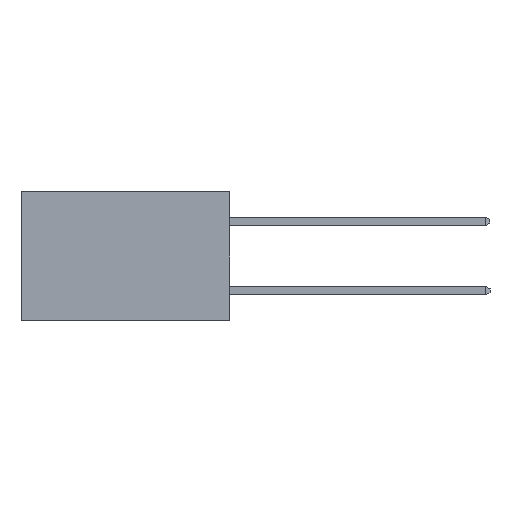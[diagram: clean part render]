
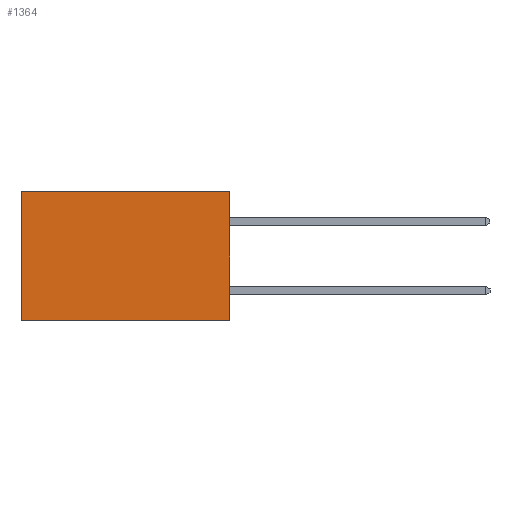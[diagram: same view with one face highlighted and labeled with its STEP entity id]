
A CAD part, left-side view. The second image highlights one B-rep face of the part: STEP entity #1364.
In plain terms, the highlighted planar face has unit normal (-1, 0, 0).
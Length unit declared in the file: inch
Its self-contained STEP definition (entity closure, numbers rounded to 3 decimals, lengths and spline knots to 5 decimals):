
#124 = DIRECTION ( 'NONE',  ( 0., 0., -1. ) ) ;
#464 = VECTOR ( 'NONE', #4961, 39.37008 ) ;
#701 = EDGE_CURVE ( 'NONE', #9625, #7563, #5583, .T. ) ;
#1239 = VECTOR ( 'NONE', #1903, 39.37008 ) ;
#1364 = ADVANCED_FACE ( 'NONE', ( #9248 ), #9218, .F. ) ;
#1499 = CARTESIAN_POINT ( 'NONE',  ( 0.2615, 0., 0. ) ) ;
#1598 = LINE ( 'NONE', #1499, #6144 ) ;
#1903 = DIRECTION ( 'NONE',  ( 0., 1., 0. ) ) ;
#2664 = LINE ( 'NONE', #7215, #1239 ) ;
#3028 = DIRECTION ( 'NONE',  ( 0., 1., 0. ) ) ;
#3276 = VERTEX_POINT ( 'NONE', #8608 ) ;
#3419 = CARTESIAN_POINT ( 'NONE',  ( 0.2615, 0.6, -0.37 ) ) ;
#3573 = ORIENTED_EDGE ( 'NONE', *, *, #8977, .F. ) ;
#3688 = CARTESIAN_POINT ( 'NONE',  ( 0.2615, 0., -0.37 ) ) ;
#4012 = CARTESIAN_POINT ( 'NONE',  ( 0.2615, 0.6, -0.37 ) ) ;
#4253 = EDGE_LOOP ( 'NONE', ( #5456, #3573, #6730, #6897 ) ) ;
#4324 = EDGE_CURVE ( 'NONE', #3276, #9064, #5741, .T. ) ;
#4961 = DIRECTION ( 'NONE',  ( 0., 0., -1. ) ) ;
#5128 = VECTOR ( 'NONE', #7418, 39.37008 ) ;
#5456 = ORIENTED_EDGE ( 'NONE', *, *, #701, .T. ) ;
#5490 = EDGE_CURVE ( 'NONE', #3276, #9625, #1598, .T. ) ;
#5583 = LINE ( 'NONE', #3419, #464 ) ;
#5741 = LINE ( 'NONE', #9679, #5128 ) ;
#6141 = CARTESIAN_POINT ( 'NONE',  ( 0.2615, 0., -0.37 ) ) ;
#6144 = VECTOR ( 'NONE', #3028, 39.37008 ) ;
#6730 = ORIENTED_EDGE ( 'NONE', *, *, #4324, .F. ) ;
#6897 = ORIENTED_EDGE ( 'NONE', *, *, #5490, .T. ) ;
#6921 = CARTESIAN_POINT ( 'NONE',  ( 0.2615, 0.6, 0. ) ) ;
#7011 = DIRECTION ( 'NONE',  ( 1., 0., 0. ) ) ;
#7215 = CARTESIAN_POINT ( 'NONE',  ( 0.2615, 0., -0.37 ) ) ;
#7418 = DIRECTION ( 'NONE',  ( 0., 0., -1. ) ) ;
#7563 = VERTEX_POINT ( 'NONE', #4012 ) ;
#8608 = CARTESIAN_POINT ( 'NONE',  ( 0.2615, 0., 0. ) ) ;
#8977 = EDGE_CURVE ( 'NONE', #9064, #7563, #2664, .T. ) ;
#9064 = VERTEX_POINT ( 'NONE', #3688 ) ;
#9138 = AXIS2_PLACEMENT_3D ( 'NONE', #6141, #7011, #124 ) ;
#9218 = PLANE ( 'NONE',  #9138 ) ;
#9248 = FACE_OUTER_BOUND ( 'NONE', #4253, .T. ) ;
#9625 = VERTEX_POINT ( 'NONE', #6921 ) ;
#9679 = CARTESIAN_POINT ( 'NONE',  ( 0.2615, 0., -0.37 ) ) ;
